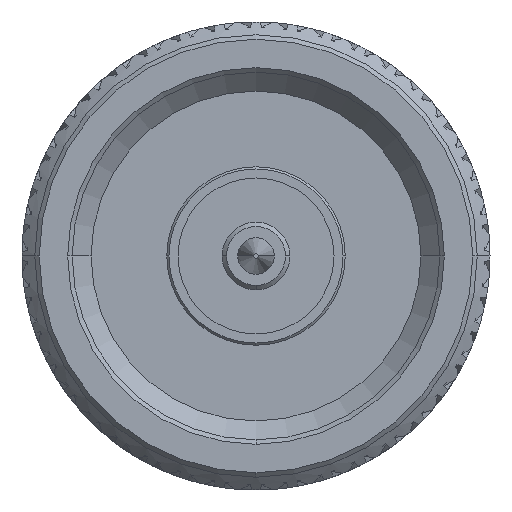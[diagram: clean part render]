
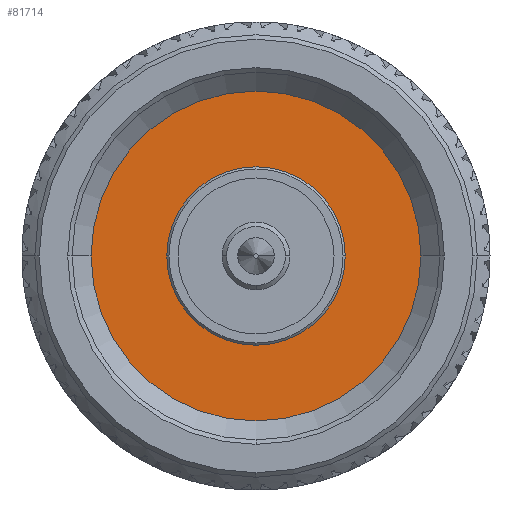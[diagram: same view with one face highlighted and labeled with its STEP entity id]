
A CAD part, left-side view. The second image highlights one B-rep face of the part: STEP entity #81714.
In plain terms, the highlighted planar face has unit normal (-1, 0, 0).
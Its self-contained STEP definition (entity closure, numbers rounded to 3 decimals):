
#6941 = CIRCLE ( 'NONE', #10722, 8.75 ) ;
#8126 = DIRECTION ( 'NONE',  ( -1., 0., 0. ) ) ;
#10531 = EDGE_LOOP ( 'NONE', ( #52437, #65611 ) ) ;
#10560 = EDGE_LOOP ( 'NONE', ( #107415, #55464 ) ) ;
#10722 = AXIS2_PLACEMENT_3D ( 'NONE', #77224, #8126, #43851 ) ;
#13007 = DIRECTION ( 'NONE',  ( 0., 1., 0. ) ) ;
#16602 = CIRCLE ( 'NONE', #82003, 4.005 ) ;
#21898 = DIRECTION ( 'NONE',  ( 1., 0., 0. ) ) ;
#23534 = DIRECTION ( 'NONE',  ( -1., 0., 0. ) ) ;
#23891 = PLANE ( 'NONE',  #83798 ) ;
#26177 = CARTESIAN_POINT ( 'NONE',  ( 11.5, 0., 0. ) ) ;
#28421 = VERTEX_POINT ( 'NONE', #41844 ) ;
#30569 = CARTESIAN_POINT ( 'NONE',  ( 11.5, 0., 0. ) ) ;
#31538 = CIRCLE ( 'NONE', #37414, 8.75 ) ;
#37414 = AXIS2_PLACEMENT_3D ( 'NONE', #30569, #83834, #39386 ) ;
#39386 = DIRECTION ( 'NONE',  ( 0., 1., 0. ) ) ;
#41453 = FACE_BOUND ( 'NONE', #10531, .T. ) ;
#41844 = CARTESIAN_POINT ( 'NONE',  ( 11.5, 8.75, 0. ) ) ;
#43851 = DIRECTION ( 'NONE',  ( 0., 1., 0. ) ) ;
#44915 = CARTESIAN_POINT ( 'NONE',  ( 11.5, 4.005, 0. ) ) ;
#52437 = ORIENTED_EDGE ( 'NONE', *, *, #96792, .F. ) ;
#55464 = ORIENTED_EDGE ( 'NONE', *, *, #73482, .T. ) ;
#62060 = CARTESIAN_POINT ( 'NONE',  ( 11.5, -4.005, 0. ) ) ;
#63891 = VERTEX_POINT ( 'NONE', #106294 ) ;
#65611 = ORIENTED_EDGE ( 'NONE', *, *, #82626, .T. ) ;
#68549 = VERTEX_POINT ( 'NONE', #44915 ) ;
#69493 = FACE_OUTER_BOUND ( 'NONE', #10560, .T. ) ;
#73482 = EDGE_CURVE ( 'NONE', #28421, #63891, #6941, .T. ) ;
#75154 = CARTESIAN_POINT ( 'NONE',  ( 11.5, 0., 0. ) ) ;
#76429 = AXIS2_PLACEMENT_3D ( 'NONE', #75154, #21898, #99773 ) ;
#77224 = CARTESIAN_POINT ( 'NONE',  ( 11.5, 0., 0. ) ) ;
#78257 = CIRCLE ( 'NONE', #76429, 4.005 ) ;
#81714 = ADVANCED_FACE ( 'NONE', ( #41453, #69493 ), #23891, .T. ) ;
#82003 = AXIS2_PLACEMENT_3D ( 'NONE', #93777, #23534, #13007 ) ;
#82626 = EDGE_CURVE ( 'NONE', #68549, #103034, #78257, .T. ) ;
#83798 = AXIS2_PLACEMENT_3D ( 'NONE', #26177, #90544, #88805 ) ;
#83834 = DIRECTION ( 'NONE',  ( 1., 0., 0. ) ) ;
#88805 = DIRECTION ( 'NONE',  ( 0., 0., 1. ) ) ;
#90544 = DIRECTION ( 'NONE',  ( -1., 0., 0. ) ) ;
#93777 = CARTESIAN_POINT ( 'NONE',  ( 11.5, 0., 0. ) ) ;
#96792 = EDGE_CURVE ( 'NONE', #68549, #103034, #16602, .T. ) ;
#96868 = EDGE_CURVE ( 'NONE', #28421, #63891, #31538, .T. ) ;
#99773 = DIRECTION ( 'NONE',  ( 0., 1., 0. ) ) ;
#103034 = VERTEX_POINT ( 'NONE', #62060 ) ;
#106294 = CARTESIAN_POINT ( 'NONE',  ( 11.5, -8.75, 0. ) ) ;
#107415 = ORIENTED_EDGE ( 'NONE', *, *, #96868, .F. ) ;
